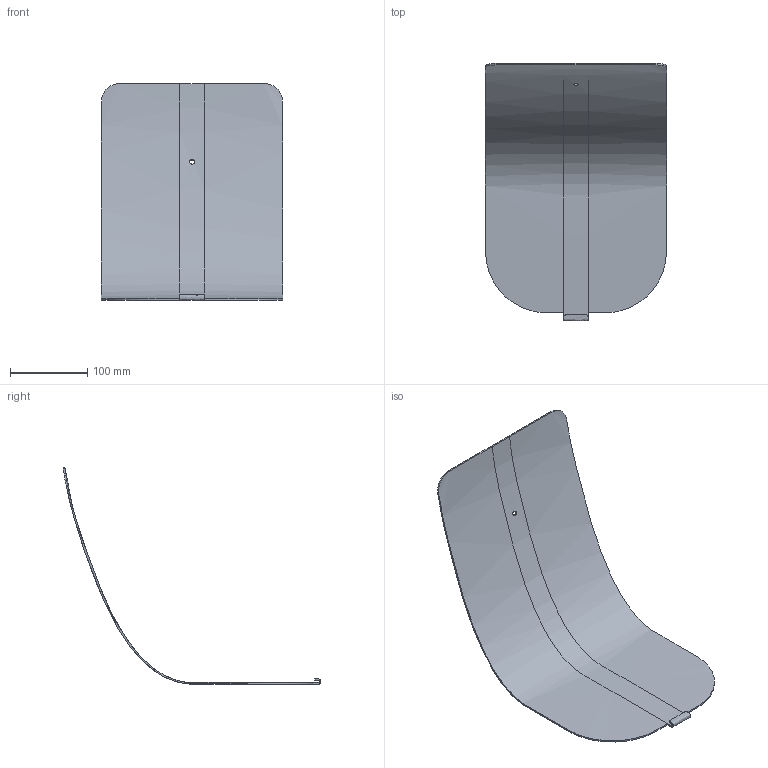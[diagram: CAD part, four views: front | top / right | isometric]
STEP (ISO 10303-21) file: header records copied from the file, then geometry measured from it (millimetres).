
FILE_DESCRIPTION(/* description */ (''),/* implementation_level */ '2;1');
FILE_NAME(/* name */ 'XTSKID~1',/* time_stamp */ '2019-04-03T20:45:20-04:00',/* author */ (''),/* organization */ (''),/* preprocessor_version */ 'ST-DEVELOPER v16.5',/* originating_system */ '',/* authorisation */ '');
FILE_SCHEMA (('AUTOMOTIVE_DESIGN'));
Length unit declared in the file: inch
Products named in the file (1): Document
Bounding box: 234.95 x 334.16 x 281.5 mm (x, y, z)
Volume: 277820.1 mm3; surface area: 234117.5 mm2
Topology: 1 solids, 1 shells, 23 faces, 55 edges, 34 vertices
Faces by surface type: bspline 17, plane 6
Entity records: 1301 total; most frequent: CARTESIAN_POINT 926, ORIENTED_EDGE 110, EDGE_CURVE 55, B_SPLINE_CURVE_WITH_KNOTS 48, VERTEX_POINT 34, EDGE_LOOP 25, ADVANCED_FACE 23, FACE_OUTER_BOUND 23
